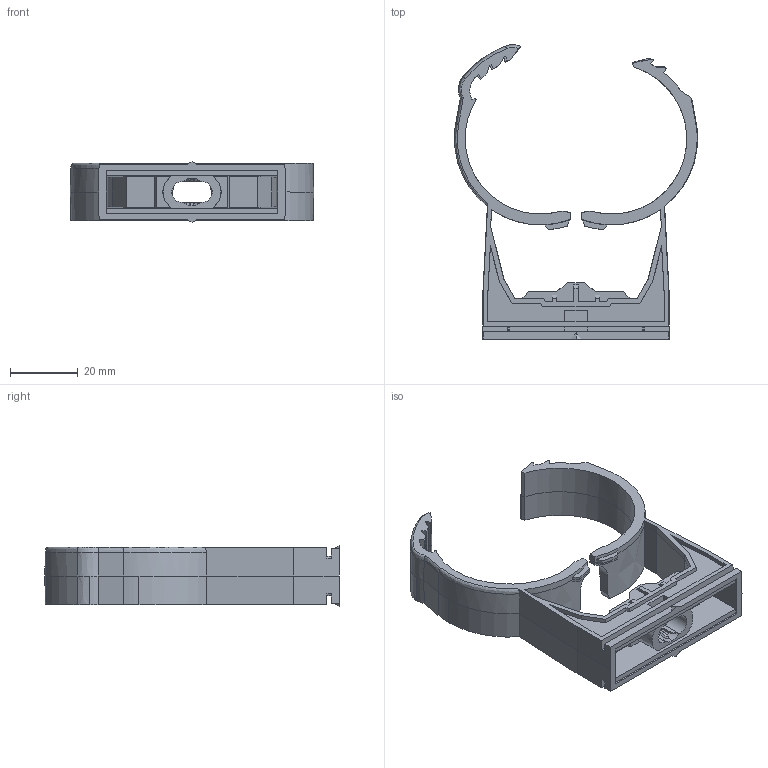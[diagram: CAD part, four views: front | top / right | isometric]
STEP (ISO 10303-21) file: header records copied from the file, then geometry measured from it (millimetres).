
FILE_DESCRIPTION (( 'STEP AP214' ), '1' );
FILE_NAME ('2147324.STEP', '2025-06-26T09:16:33', ( '' ), ( '' ), 'SwSTEP 2.0', 'SolidWorks 2024', '' );
FILE_SCHEMA (( 'AUTOMOTIVE_DESIGN' ));
Length unit declared in the file: millimetre
Products named in the file (1): 2147324
Bounding box: 71.8 x 86.89 x 18 mm (x, y, z)
Volume: 16779.3 mm3; surface area: 15114.9 mm2
Topology: 1 solids, 1 shells, 313 faces, 856 edges, 548 vertices
Faces by surface type: plane 230, cylinder 48, cone 30, bspline 5
Entity records: 10153 total; most frequent: CARTESIAN_POINT 2351, ORIENTED_EDGE 1712, DIRECTION 1501, EDGE_CURVE 856, LINE 631, VECTOR 631, VERTEX_POINT 548, AXIS2_PLACEMENT_3D 435
